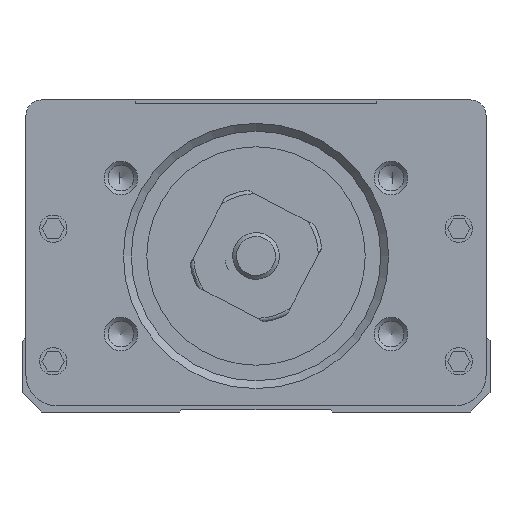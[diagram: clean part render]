
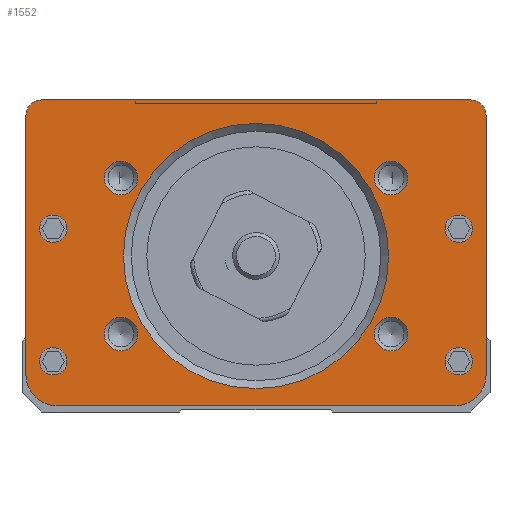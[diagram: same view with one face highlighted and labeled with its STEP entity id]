
A CAD part, front view. The second image highlights one B-rep face of the part: STEP entity #1552.
In plain terms, the highlighted face is planar.
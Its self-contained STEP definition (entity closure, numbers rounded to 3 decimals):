
#904=FACE_BOUND('',#4605,.T.);
#905=FACE_BOUND('',#4606,.T.);
#906=FACE_BOUND('',#4607,.T.);
#907=FACE_BOUND('',#4608,.T.);
#908=FACE_BOUND('',#4609,.T.);
#909=FACE_BOUND('',#4610,.T.);
#910=FACE_BOUND('',#4611,.T.);
#911=FACE_BOUND('',#4612,.T.);
#912=FACE_BOUND('',#4613,.T.);
#913=FACE_BOUND('',#4614,.T.);
#1552=ADVANCED_FACE('',(#904,#905,#906,#907,#908,#909,#910,#911,#912,#913),
#2782,.F.);
#2782=PLANE('',#22098);
#4605=EDGE_LOOP('',(#10599));
#4606=EDGE_LOOP('',(#10600));
#4607=EDGE_LOOP('',(#10601));
#4608=EDGE_LOOP('',(#10602));
#4609=EDGE_LOOP('',(#10603));
#4610=EDGE_LOOP('',(#10604));
#4611=EDGE_LOOP('',(#10605));
#4612=EDGE_LOOP('',(#10606));
#4613=EDGE_LOOP('',(#10607));
#4614=EDGE_LOOP('',(#10608,#10609,#10610,#10611,#10612,#10613,#10614,#10615));
#6259=LINE('',#31020,#8237);
#6305=LINE('',#31148,#8283);
#6307=LINE('',#31152,#8285);
#6327=LINE('',#31202,#8305);
#8237=VECTOR('',#24465,1.);
#8283=VECTOR('',#24559,1.);
#8285=VECTOR('',#24563,1.);
#8305=VECTOR('',#24609,1.);
#10599=ORIENTED_EDGE('',*,*,#18445,.T.);
#10600=ORIENTED_EDGE('',*,*,#18446,.T.);
#10601=ORIENTED_EDGE('',*,*,#18447,.T.);
#10602=ORIENTED_EDGE('',*,*,#18448,.T.);
#10603=ORIENTED_EDGE('',*,*,#18449,.T.);
#10604=ORIENTED_EDGE('',*,*,#18450,.T.);
#10605=ORIENTED_EDGE('',*,*,#18451,.T.);
#10606=ORIENTED_EDGE('',*,*,#18452,.T.);
#10607=ORIENTED_EDGE('',*,*,#18453,.T.);
#10608=ORIENTED_EDGE('',*,*,#18428,.F.);
#10609=ORIENTED_EDGE('',*,*,#18382,.F.);
#10610=ORIENTED_EDGE('',*,*,#18403,.F.);
#10611=ORIENTED_EDGE('',*,*,#18443,.F.);
#10612=ORIENTED_EDGE('',*,*,#18338,.F.);
#10613=ORIENTED_EDGE('',*,*,#18442,.F.);
#10614=ORIENTED_EDGE('',*,*,#18401,.F.);
#10615=ORIENTED_EDGE('',*,*,#18390,.F.);
#16243=VERTEX_POINT('',#31019);
#16244=VERTEX_POINT('',#31021);
#16284=VERTEX_POINT('',#31107);
#16285=VERTEX_POINT('',#31109);
#16292=VERTEX_POINT('',#31125);
#16293=VERTEX_POINT('',#31127);
#16298=VERTEX_POINT('',#31140);
#16302=VERTEX_POINT('',#31151);
#16327=VERTEX_POINT('',#31232);
#16328=VERTEX_POINT('',#31234);
#16329=VERTEX_POINT('',#31236);
#16330=VERTEX_POINT('',#31238);
#16331=VERTEX_POINT('',#31240);
#16332=VERTEX_POINT('',#31242);
#16333=VERTEX_POINT('',#31244);
#16334=VERTEX_POINT('',#31246);
#16335=VERTEX_POINT('',#31248);
#18338=EDGE_CURVE('',#16243,#16244,#6259,.T.);
#18382=EDGE_CURVE('',#16284,#16285,#21111,.T.);
#18390=EDGE_CURVE('',#16292,#16293,#21113,.T.);
#18401=EDGE_CURVE('',#16293,#16298,#6305,.T.);
#18403=EDGE_CURVE('',#16302,#16284,#6307,.T.);
#18428=EDGE_CURVE('',#16285,#16292,#6327,.T.);
#18442=EDGE_CURVE('',#16298,#16243,#21124,.T.);
#18443=EDGE_CURVE('',#16244,#16302,#21125,.T.);
#18445=EDGE_CURVE('',#16327,#16327,#21127,.T.);
#18446=EDGE_CURVE('',#16328,#16328,#21128,.T.);
#18447=EDGE_CURVE('',#16329,#16329,#21129,.T.);
#18448=EDGE_CURVE('',#16330,#16330,#21130,.T.);
#18449=EDGE_CURVE('',#16331,#16331,#21131,.T.);
#18450=EDGE_CURVE('',#16332,#16332,#21132,.T.);
#18451=EDGE_CURVE('',#16333,#16333,#21133,.T.);
#18452=EDGE_CURVE('',#16334,#16334,#21134,.T.);
#18453=EDGE_CURVE('',#16335,#16335,#21135,.T.);
#21111=CIRCLE('',#22055,4.);
#21113=CIRCLE('',#22059,4.);
#21124=CIRCLE('',#22083,2.);
#21125=CIRCLE('',#22085,2.);
#21127=CIRCLE('',#22089,2.15);
#21128=CIRCLE('',#22090,2.15);
#21129=CIRCLE('',#22091,2.15);
#21130=CIRCLE('',#22092,2.15);
#21131=CIRCLE('',#22093,17.);
#21132=CIRCLE('',#22094,1.75);
#21133=CIRCLE('',#22095,1.75);
#21134=CIRCLE('',#22096,1.75);
#21135=CIRCLE('',#22097,1.75);
#22055=AXIS2_PLACEMENT_3D('',#31108,#24529,#24530);
#22059=AXIS2_PLACEMENT_3D('',#31126,#24543,#24544);
#22083=AXIS2_PLACEMENT_3D('',#31225,#24632,#24633);
#22085=AXIS2_PLACEMENT_3D('',#31227,#24636,#24637);
#22089=AXIS2_PLACEMENT_3D('',#31231,#24644,#24645);
#22090=AXIS2_PLACEMENT_3D('',#31233,#24646,#24647);
#22091=AXIS2_PLACEMENT_3D('',#31235,#24648,#24649);
#22092=AXIS2_PLACEMENT_3D('',#31237,#24650,#24651);
#22093=AXIS2_PLACEMENT_3D('',#31239,#24652,#24653);
#22094=AXIS2_PLACEMENT_3D('',#31241,#24654,#24655);
#22095=AXIS2_PLACEMENT_3D('',#31243,#24656,#24657);
#22096=AXIS2_PLACEMENT_3D('',#31245,#24658,#24659);
#22097=AXIS2_PLACEMENT_3D('',#31247,#24660,#24661);
#22098=AXIS2_PLACEMENT_3D('',#31249,#24662,#24663);
#24465=DIRECTION('',(1.,0.,0.));
#24529=DIRECTION('',(0.,1.,0.));
#24530=DIRECTION('',(1.,0.,0.));
#24543=DIRECTION('',(0.,1.,0.));
#24544=DIRECTION('',(1.,0.,0.));
#24559=DIRECTION('',(0.,0.,1.));
#24563=DIRECTION('',(0.,0.,-1.));
#24609=DIRECTION('',(-1.,0.,0.));
#24632=DIRECTION('',(0.,1.,0.));
#24633=DIRECTION('',(0.,0.,1.));
#24636=DIRECTION('',(0.,1.,0.));
#24637=DIRECTION('',(0.,0.,1.));
#24644=DIRECTION('',(0.,1.,0.));
#24645=DIRECTION('',(0.,0.,1.));
#24646=DIRECTION('',(0.,1.,0.));
#24647=DIRECTION('',(0.,0.,1.));
#24648=DIRECTION('',(0.,1.,0.));
#24649=DIRECTION('',(0.,0.,1.));
#24650=DIRECTION('',(0.,1.,0.));
#24651=DIRECTION('',(0.,0.,1.));
#24652=DIRECTION('',(0.,1.,0.));
#24653=DIRECTION('',(0.,0.,1.));
#24654=DIRECTION('',(0.,1.,0.));
#24655=DIRECTION('',(0.,0.,1.));
#24656=DIRECTION('',(0.,1.,0.));
#24657=DIRECTION('',(0.,0.,1.));
#24658=DIRECTION('',(0.,1.,0.));
#24659=DIRECTION('',(0.,0.,1.));
#24660=DIRECTION('',(0.,1.,0.));
#24661=DIRECTION('',(0.,0.,1.));
#24662=DIRECTION('',(0.,1.,0.));
#24663=DIRECTION('',(0.,0.,-1.));
#31019=CARTESIAN_POINT('',(-27.5,-130.762,38.));
#31020=CARTESIAN_POINT('',(-25.5,-130.762,38.));
#31021=CARTESIAN_POINT('',(27.5,-130.762,38.));
#31107=CARTESIAN_POINT('',(29.5,-130.762,2.8));
#31108=CARTESIAN_POINT('',(25.5,-130.762,2.8));
#31109=CARTESIAN_POINT('',(25.5,-130.762,-1.2));
#31125=CARTESIAN_POINT('',(-25.5,-130.762,-1.2));
#31126=CARTESIAN_POINT('',(-25.5,-130.762,2.8));
#31127=CARTESIAN_POINT('',(-29.5,-130.762,2.8));
#31140=CARTESIAN_POINT('',(-29.5,-130.762,36.));
#31148=CARTESIAN_POINT('',(-29.5,-130.762,2.8));
#31151=CARTESIAN_POINT('',(29.5,-130.762,36.));
#31152=CARTESIAN_POINT('',(29.5,-130.762,39.));
#31202=CARTESIAN_POINT('',(25.5,-130.762,-1.2));
#31225=CARTESIAN_POINT('',(-27.5,-130.762,36.));
#31227=CARTESIAN_POINT('',(27.5,-130.762,36.));
#31231=CARTESIAN_POINT('',(-17.321,-130.762,28.));
#31232=CARTESIAN_POINT('',(-17.321,-130.762,30.15));
#31233=CARTESIAN_POINT('',(17.321,-130.762,8.));
#31234=CARTESIAN_POINT('',(17.321,-130.762,10.15));
#31235=CARTESIAN_POINT('',(17.321,-130.762,28.));
#31236=CARTESIAN_POINT('',(17.321,-130.762,30.15));
#31237=CARTESIAN_POINT('',(-17.321,-130.762,8.));
#31238=CARTESIAN_POINT('',(-17.321,-130.762,10.15));
#31239=CARTESIAN_POINT('',(0.,-130.762,18.));
#31240=CARTESIAN_POINT('',(0.,-130.762,35.));
#31241=CARTESIAN_POINT('',(-26.,-130.762,21.5));
#31242=CARTESIAN_POINT('',(-26.,-130.762,23.25));
#31243=CARTESIAN_POINT('',(-26.,-130.762,4.5));
#31244=CARTESIAN_POINT('',(-26.,-130.762,6.25));
#31245=CARTESIAN_POINT('',(26.,-130.762,4.5));
#31246=CARTESIAN_POINT('',(26.,-130.762,6.25));
#31247=CARTESIAN_POINT('',(26.,-130.762,21.5));
#31248=CARTESIAN_POINT('',(26.,-130.762,23.25));
#31249=CARTESIAN_POINT('',(-25.5,-130.762,2.8));
